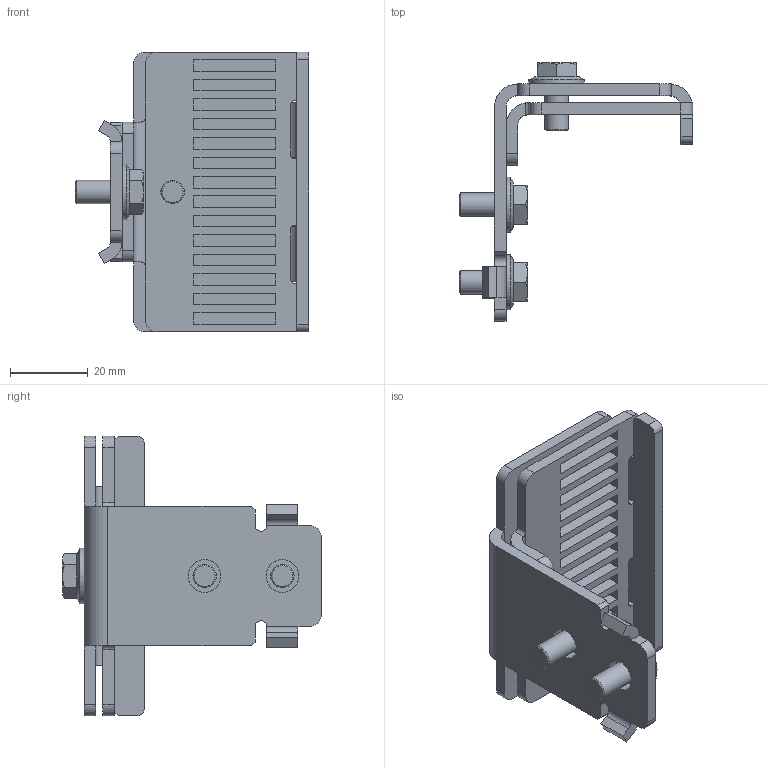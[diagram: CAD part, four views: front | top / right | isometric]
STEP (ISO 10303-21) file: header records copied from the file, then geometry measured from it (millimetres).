
FILE_DESCRIPTION(/* description */ (''),/* implementation_level */ '2;1');
FILE_NAME(/* name */ '6FB1104-0AT05-0AS1_3d.stp',/* time_stamp */ '2017-11-28T11:29:47+01:00',/* author */ ('Naepfel'),/* organization */ ('Siemens AG'),/* preprocessor_version */ 'ST-DEVELOPER v16',/* originating_system */ 'SIEMENS PLM Software NX 10.0',/* authorisation */ '');
FILE_SCHEMA (('AUTOMOTIVE_DESIGN { 1 0 10303 214 3 1 1 1 }'));
Length unit declared in the file: millimetre
Products named in the file (2): A5E43592938A_001; A5E43592926A_001
Assembly tree (1 placements, depth 2):
  A5E43592926A_001
    A5E43592938A_001
Bounding box: 60 x 66.5 x 72 mm (x, y, z)
Volume: 27368.6 mm3; surface area: 23150.6 mm2
Topology: 5 solids, 5 shells, 238 faces, 607 edges, 380 vertices
Faces by surface type: plane 167, cylinder 47, cone 24
Full cylindrical faces by diameter (mm): 5 x1, 6 x3, 8.4 x2, 14.2 x3
Entity records: 7685 total; most frequent: CARTESIAN_POINT 1355, ORIENTED_EDGE 1182, DIRECTION 1162, EDGE_CURVE 591, LINE 414, VECTOR 414, VERTEX_POINT 379, AXIS2_PLACEMENT_3D 374
